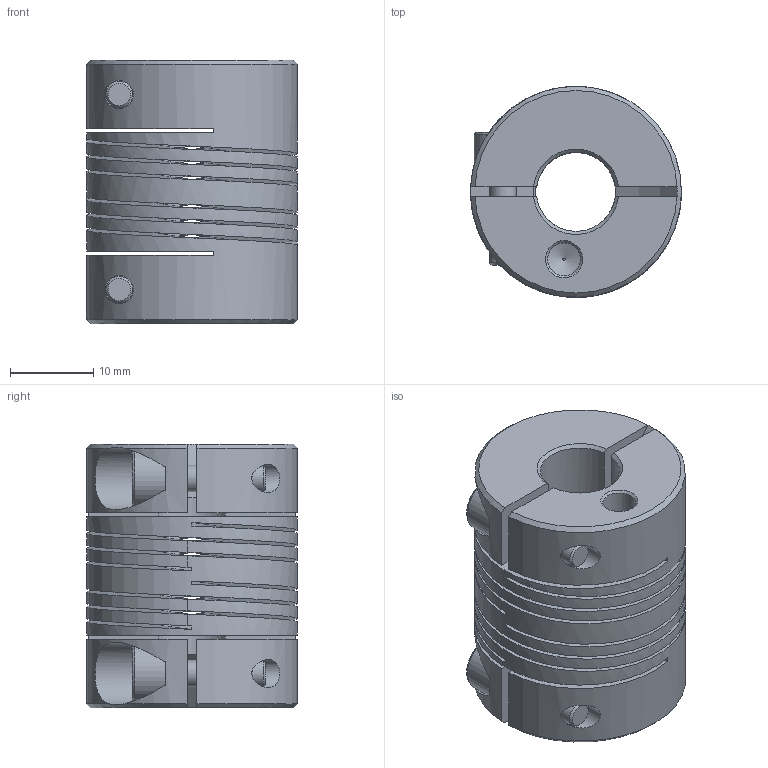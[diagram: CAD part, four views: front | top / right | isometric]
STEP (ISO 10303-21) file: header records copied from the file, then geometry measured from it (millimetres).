
FILE_DESCRIPTION(/* description */ (''),/* implementation_level */ '2;1');
FILE_NAME(/* name */ 'MISC_Coupling_PCR16-6-6-A.ipt.stp',/* time_stamp */ '2016-01-07T16:45:38-08:00',/* author */ ('Autodesk Inc.'),/* organization */ ('Autodesk Inc.'),/* preprocessor_version */ 'ST-DEVELOPER v16.1',/* originating_system */ 'Autodesk Inventor 2016',/* authorisation */ '');
FILE_SCHEMA (('AUTOMOTIVE_DESIGN { 1 0 10303 214 3 1 1 }'));
Length unit declared in the file: inch
Products named in the file (1): MISC_Coupling_PCR16-6-6-A
Bounding box: 25.4 x 25.39 x 31.75 mm (x, y, z)
Volume: 11709.2 mm3; surface area: 11440.8 mm2
Topology: 1 solids, 1 shells, 102 faces, 314 edges, 214 vertices
Faces by surface type: plane 54, cylinder 24, cone 16, bspline 8
Full cylindrical faces by diameter (mm): 3.208 x2, 3.4 x2, 3.962 x2, 4.305 x2, 7 x2, 10.287 x5, 25.4 x3
Entity records: 5950 total; most frequent: CARTESIAN_POINT 3447, ORIENTED_EDGE 516, DIRECTION 415, EDGE_CURVE 258, VERTEX_POINT 194, AXIS2_PLACEMENT_3D 157, EDGE_LOOP 140, LINE 101
